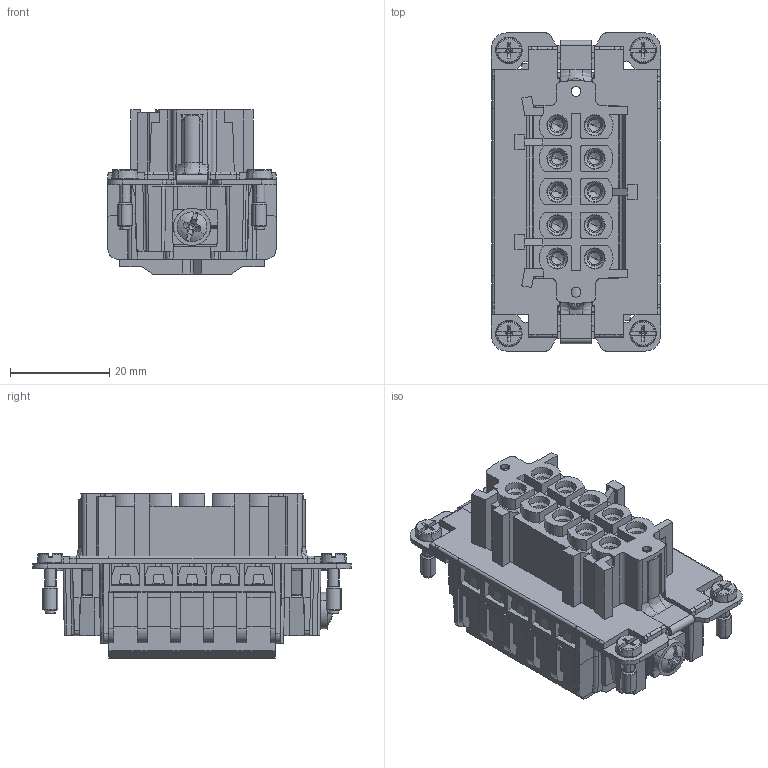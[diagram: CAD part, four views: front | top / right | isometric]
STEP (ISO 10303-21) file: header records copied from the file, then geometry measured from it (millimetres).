
FILE_DESCRIPTION(('CATIA V5 STEP Exchange','CAx-IF Rec.Pracs.--- Model Styling and Organization---1.5--- 2016-08-15','CAx-IF Rec.Pracs.---Supplemental Geometry---1.0---2011-11-01','CAx-IF Rec.Pracs.--- Composite Materials ---1.1---2010-07-15'),'2;1');
FILE_NAME ('13503219_4', '2025-08-21T13:07:20+00:00', ('none'), ('Weidmueller'), 'CATIA Version 5-6 Release 2024 SP4', 'CATIA V5 STEP AP214 v3', 'none');
FILE_SCHEMA(('AUTOMOTIVE_DESIGN { 1 0 10303 214 1 1 1 1 }'));
Products named in the file (1): 1745770000
Bounding box: 34 x 64 x 33 mm (x, y, z)
Volume: 24473.9 mm3; surface area: 39075.2 mm2
Topology: 1 solids, 1 shells, 4264 faces, 13451 edges, 8912 vertices
Faces by surface type: plane 2996, cylinder 837, cone 281, torus 68, bspline 32, sphere 32, extrusion 10, revolution 8
Entity records: 145332 total; most frequent: CARTESIAN_POINT 33782, ORIENTED_EDGE 26780, DIRECTION 17793, EDGE_CURVE 13390, VECTOR 10337, LINE 10327, VERTEX_POINT 8912, AXIS2_PLACEMENT_3D 4752
